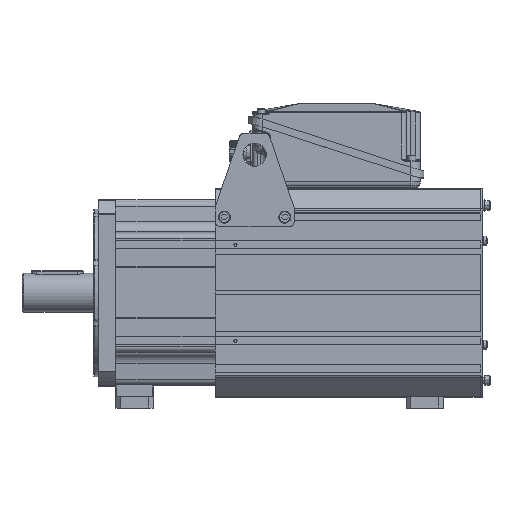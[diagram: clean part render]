
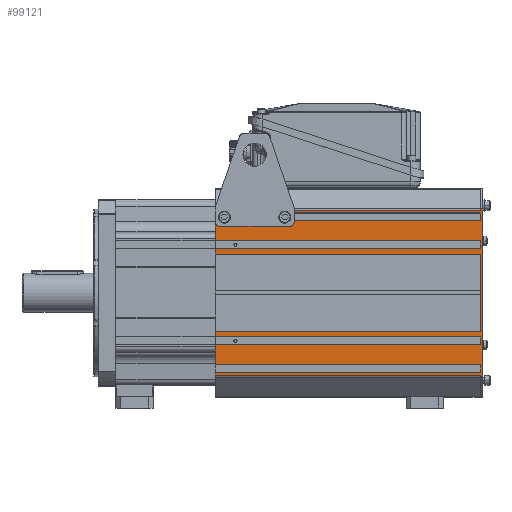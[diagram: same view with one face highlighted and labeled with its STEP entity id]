
A CAD part, top view. The second image highlights one B-rep face of the part: STEP entity #99121.
In plain terms, the highlighted planar face has unit normal (0, 0, 1).
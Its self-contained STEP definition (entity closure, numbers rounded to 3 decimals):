
#7182=DIRECTION('',(0.,-1.,0.));
#7183=VECTOR('',#7182,20.4);
#7184=CARTESIAN_POINT('',(207.5,76.3,112.));
#7185=LINE('',#7184,#7183);
#7214=DIRECTION('',(0.,-1.,0.));
#7215=VECTOR('',#7214,6.);
#7216=CARTESIAN_POINT('',(207.5,47.5,112.));
#7217=LINE('',#7216,#7215);
#7246=DIRECTION('',(0.,1.,0.));
#7247=VECTOR('',#7246,6.);
#7248=CARTESIAN_POINT('',(207.5,-47.5,112.));
#7249=LINE('',#7248,#7247);
#7278=DIRECTION('',(0.,1.,0.));
#7279=VECTOR('',#7278,21.4);
#7280=CARTESIAN_POINT('',(207.5,-77.3,112.));
#7281=LINE('',#7280,#7279);
#7326=DIRECTION('',(0.,1.,0.));
#7327=VECTOR('',#7326,3.184);
#7328=CARTESIAN_POINT('',(207.5,-88.884,112.));
#7329=LINE('',#7328,#7327);
#9281=DIRECTION('',(0.,-1.,0.));
#9282=VECTOR('',#9281,180.);
#9283=CARTESIAN_POINT('',(495.5,90.,112.));
#9284=LINE('',#9283,#9282);
#9376=DIRECTION('',(1.,0.,0.));
#9377=VECTOR('',#9376,75.);
#9378=CARTESIAN_POINT('',(212.5,71.3,112.));
#9379=LINE('',#9378,#9377);
#9380=CARTESIAN_POINT('',(287.5,76.3,112.));
#9381=DIRECTION('',(0.,0.,-1.));
#9382=DIRECTION('',(1.,0.,0.));
#9383=AXIS2_PLACEMENT_3D('',#9380,#9381,#9382);
#9385=DIRECTION('',(0.,-1.,0.));
#9386=VECTOR('',#9385,1.);
#9387=CARTESIAN_POINT('',(292.5,77.3,112.));
#9388=LINE('',#9387,#9386);
#9389=DIRECTION('',(1.,0.,0.));
#9390=VECTOR('',#9389,200.);
#9391=CARTESIAN_POINT('',(292.5,77.3,112.));
#9392=LINE('',#9391,#9390);
#9393=DIRECTION('',(1.,0.,0.));
#9394=VECTOR('',#9393,200.);
#9395=CARTESIAN_POINT('',(292.5,85.7,112.));
#9396=LINE('',#9395,#9394);
#9397=DIRECTION('',(0.,-1.,0.));
#9398=VECTOR('',#9397,3.184);
#9399=CARTESIAN_POINT('',(292.5,88.884,112.));
#9400=LINE('',#9399,#9398);
#9401=DIRECTION('',(-1.,0.,0.));
#9402=VECTOR('',#9401,200.);
#9403=CARTESIAN_POINT('',(492.5,88.884,112.));
#9404=LINE('',#9403,#9402);
#9405=DIRECTION('',(1.,0.,0.));
#9406=VECTOR('',#9405,3.);
#9407=CARTESIAN_POINT('',(492.5,90.,112.));
#9408=LINE('',#9407,#9406);
#9409=DIRECTION('',(1.,0.,0.));
#9410=VECTOR('',#9409,285.);
#9411=CARTESIAN_POINT('',(207.5,-88.884,112.));
#9412=LINE('',#9411,#9410);
#9413=DIRECTION('',(-1.,0.,0.));
#9414=VECTOR('',#9413,285.);
#9415=CARTESIAN_POINT('',(492.5,-85.7,112.));
#9416=LINE('',#9415,#9414);
#9417=DIRECTION('',(-1.,0.,0.));
#9418=VECTOR('',#9417,285.);
#9419=CARTESIAN_POINT('',(492.5,-77.3,112.));
#9420=LINE('',#9419,#9418);
#9421=DIRECTION('',(-1.,0.,0.));
#9422=VECTOR('',#9421,285.);
#9423=CARTESIAN_POINT('',(492.5,-55.9,112.));
#9424=LINE('',#9423,#9422);
#9425=DIRECTION('',(-1.,0.,0.));
#9426=VECTOR('',#9425,285.);
#9427=CARTESIAN_POINT('',(492.5,-47.5,112.));
#9428=LINE('',#9427,#9426);
#9429=DIRECTION('',(1.,0.,0.));
#9430=VECTOR('',#9429,285.);
#9431=CARTESIAN_POINT('',(207.5,47.5,112.));
#9432=LINE('',#9431,#9430);
#9433=DIRECTION('',(1.,0.,0.));
#9434=VECTOR('',#9433,285.);
#9435=CARTESIAN_POINT('',(207.5,55.9,112.));
#9436=LINE('',#9435,#9434);
#9437=CARTESIAN_POINT('',(212.5,76.3,112.));
#9438=DIRECTION('',(0.,0.,-1.));
#9439=DIRECTION('',(0.,-1.,0.));
#9440=AXIS2_PLACEMENT_3D('',#9437,#9438,#9439);
#9593=DIRECTION('',(0.,-1.,0.));
#9594=VECTOR('',#9593,1.116);
#9595=CARTESIAN_POINT('',(492.5,90.,112.));
#9596=LINE('',#9595,#9594);
#9744=DIRECTION('',(0.,-1.,0.));
#9745=VECTOR('',#9744,8.4);
#9746=CARTESIAN_POINT('',(492.5,85.7,112.));
#9747=LINE('',#9746,#9745);
#10358=DIRECTION('',(1.,0.,0.));
#10359=VECTOR('',#10358,3.);
#10360=CARTESIAN_POINT('',(492.5,-90.,112.));
#10361=LINE('',#10360,#10359);
#10367=DIRECTION('',(0.,-1.,0.));
#10368=VECTOR('',#10367,1.116);
#10369=CARTESIAN_POINT('',(492.5,-88.884,112.));
#10370=LINE('',#10369,#10368);
#12458=DIRECTION('',(0.,-1.,0.));
#12459=VECTOR('',#12458,8.4);
#12460=CARTESIAN_POINT('',(492.5,-77.3,112.));
#12461=LINE('',#12460,#12459);
#12546=DIRECTION('',(0.,-1.,0.));
#12547=VECTOR('',#12546,8.4);
#12548=CARTESIAN_POINT('',(492.5,-47.5,112.));
#12549=LINE('',#12548,#12547);
#22062=DIRECTION('',(0.,-1.,0.));
#22063=VECTOR('',#22062,8.4);
#22064=CARTESIAN_POINT('',(492.5,55.9,112.));
#22065=LINE('',#22064,#22063);
#80375=DIRECTION('',(-1.,0.,0.));
#80376=VECTOR('',#80375,285.);
#80377=CARTESIAN_POINT('',(492.5,-41.5,112.));
#80378=LINE('',#80377,#80376);
#80403=DIRECTION('',(0.,-1.,0.));
#80404=VECTOR('',#80403,83.);
#80405=CARTESIAN_POINT('',(492.5,41.5,112.));
#80406=LINE('',#80405,#80404);
#80435=DIRECTION('',(1.,0.,0.));
#80436=VECTOR('',#80435,285.);
#80437=CARTESIAN_POINT('',(207.5,41.5,112.));
#80438=LINE('',#80437,#80436);
#87657=CARTESIAN_POINT('',(492.5,90.,112.));
#87659=VERTEX_POINT('',#87657);
#87660=CARTESIAN_POINT('',(492.5,-90.,112.));
#87662=VERTEX_POINT('',#87660);
#87672=CARTESIAN_POINT('',(495.5,90.,112.));
#87673=CARTESIAN_POINT('',(495.5,-90.,112.));
#87674=VERTEX_POINT('',#87672);
#87675=VERTEX_POINT('',#87673);
#88652=CARTESIAN_POINT('',(207.5,47.5,112.));
#88654=VERTEX_POINT('',#88652);
#88666=CARTESIAN_POINT('',(207.5,55.9,112.));
#88667=VERTEX_POINT('',#88666);
#88668=CARTESIAN_POINT('',(207.5,41.5,112.));
#88669=VERTEX_POINT('',#88668);
#88810=CARTESIAN_POINT('',(492.5,77.3,112.));
#88812=VERTEX_POINT('',#88810);
#88832=CARTESIAN_POINT('',(492.5,85.7,112.));
#88833=VERTEX_POINT('',#88832);
#88834=CARTESIAN_POINT('',(492.5,47.5,112.));
#88836=VERTEX_POINT('',#88834);
#88848=CARTESIAN_POINT('',(492.5,55.9,112.));
#88849=VERTEX_POINT('',#88848);
#88862=CARTESIAN_POINT('',(492.5,88.884,112.));
#88864=VERTEX_POINT('',#88862);
#88866=CARTESIAN_POINT('',(492.5,41.5,112.));
#88868=VERTEX_POINT('',#88866);
#89540=CARTESIAN_POINT('',(207.5,-77.3,112.));
#89541=CARTESIAN_POINT('',(207.5,-55.9,112.));
#89542=VERTEX_POINT('',#89540);
#89543=VERTEX_POINT('',#89541);
#89544=CARTESIAN_POINT('',(207.5,-47.5,112.));
#89545=CARTESIAN_POINT('',(207.5,-41.5,112.));
#89546=VERTEX_POINT('',#89544);
#89547=VERTEX_POINT('',#89545);
#89548=CARTESIAN_POINT('',(207.5,-88.884,112.));
#89549=CARTESIAN_POINT('',(207.5,-85.7,112.));
#89550=VERTEX_POINT('',#89548);
#89551=VERTEX_POINT('',#89549);
#89738=CARTESIAN_POINT('',(492.5,-77.3,112.));
#89740=VERTEX_POINT('',#89738);
#89760=CARTESIAN_POINT('',(492.5,-85.7,112.));
#89761=VERTEX_POINT('',#89760);
#89762=CARTESIAN_POINT('',(492.5,-47.5,112.));
#89764=VERTEX_POINT('',#89762);
#89776=CARTESIAN_POINT('',(492.5,-55.9,112.));
#89777=VERTEX_POINT('',#89776);
#89794=CARTESIAN_POINT('',(492.5,-88.884,112.));
#89796=VERTEX_POINT('',#89794);
#89798=CARTESIAN_POINT('',(492.5,-41.5,112.));
#89800=VERTEX_POINT('',#89798);
#90764=CARTESIAN_POINT('',(212.5,71.3,112.));
#90765=CARTESIAN_POINT('',(287.5,71.3,112.));
#90766=VERTEX_POINT('',#90764);
#90767=VERTEX_POINT('',#90765);
#90768=CARTESIAN_POINT('',(292.5,88.884,112.));
#90769=CARTESIAN_POINT('',(292.5,85.7,112.));
#90770=VERTEX_POINT('',#90768);
#90771=VERTEX_POINT('',#90769);
#90772=CARTESIAN_POINT('',(292.5,77.3,112.));
#90773=CARTESIAN_POINT('',(292.5,76.3,112.));
#90774=VERTEX_POINT('',#90772);
#90775=VERTEX_POINT('',#90773);
#90776=CARTESIAN_POINT('',(207.5,76.3,112.));
#90777=VERTEX_POINT('',#90776);
#99057=CARTESIAN_POINT('',(492.5,90.,112.));
#99058=DIRECTION('',(0.,0.,1.));
#99059=DIRECTION('',(0.,-1.,0.));
#99060=AXIS2_PLACEMENT_3D('',#99057,#99058,#99059);
#99061=PLANE('',#99060);
#99063=ORIENTED_EDGE('',*,*,#99062,.T.);
#99065=ORIENTED_EDGE('',*,*,#99064,.F.);
#99067=ORIENTED_EDGE('',*,*,#99066,.F.);
#99069=ORIENTED_EDGE('',*,*,#99068,.T.);
#99071=ORIENTED_EDGE('',*,*,#99070,.F.);
#99073=ORIENTED_EDGE('',*,*,#99072,.F.);
#99075=ORIENTED_EDGE('',*,*,#99074,.F.);
#99077=ORIENTED_EDGE('',*,*,#99076,.F.);
#99079=ORIENTED_EDGE('',*,*,#99078,.F.);
#99080=ORIENTED_EDGE('',*,*,#99048,.T.);
#99081=ORIENTED_EDGE('',*,*,#98963,.T.);
#99083=ORIENTED_EDGE('',*,*,#99082,.F.);
#99085=ORIENTED_EDGE('',*,*,#99084,.F.);
#99087=ORIENTED_EDGE('',*,*,#99086,.F.);
#99088=ORIENTED_EDGE('',*,*,#97732,.T.);
#99090=ORIENTED_EDGE('',*,*,#99089,.F.);
#99092=ORIENTED_EDGE('',*,*,#99091,.F.);
#99094=ORIENTED_EDGE('',*,*,#99093,.T.);
#99095=ORIENTED_EDGE('',*,*,#97708,.T.);
#99097=ORIENTED_EDGE('',*,*,#99096,.F.);
#99099=ORIENTED_EDGE('',*,*,#99098,.F.);
#99101=ORIENTED_EDGE('',*,*,#99100,.T.);
#99102=ORIENTED_EDGE('',*,*,#97692,.T.);
#99104=ORIENTED_EDGE('',*,*,#99103,.F.);
#99106=ORIENTED_EDGE('',*,*,#99105,.F.);
#99108=ORIENTED_EDGE('',*,*,#99107,.F.);
#99109=ORIENTED_EDGE('',*,*,#97676,.F.);
#99111=ORIENTED_EDGE('',*,*,#99110,.T.);
#99113=ORIENTED_EDGE('',*,*,#99112,.F.);
#99115=ORIENTED_EDGE('',*,*,#99114,.F.);
#99116=ORIENTED_EDGE('',*,*,#97660,.F.);
#99118=ORIENTED_EDGE('',*,*,#99117,.F.);
#99119=EDGE_LOOP('',(#99063,#99065,#99067,#99069,#99071,#99073,#99075,#99077,
#99079,#99080,#99081,#99083,#99085,#99087,#99088,#99090,#99092,#99094,#99095,
#99097,#99099,#99101,#99102,#99104,#99106,#99108,#99109,#99111,#99113,#99115,
#99116,#99118));
#99120=FACE_OUTER_BOUND('',#99119,.F.);
#99121=ADVANCED_FACE('',(#99120),#99061,.T.);
#9384=CIRCLE('',#9383,5.);
#9441=CIRCLE('',#9440,5.);
#97660=EDGE_CURVE('',#90777,#88667,#7185,.T.);
#97676=EDGE_CURVE('',#88654,#88669,#7217,.T.);
#97692=EDGE_CURVE('',#89546,#89547,#7249,.T.);
#97708=EDGE_CURVE('',#89542,#89543,#7281,.T.);
#97732=EDGE_CURVE('',#89550,#89551,#7329,.T.);
#98963=EDGE_CURVE('',#87674,#87675,#9284,.T.);
#99048=EDGE_CURVE('',#87659,#87674,#9408,.T.);
#99062=EDGE_CURVE('',#90766,#90767,#9379,.T.);
#99064=EDGE_CURVE('',#90775,#90767,#9384,.T.);
#99066=EDGE_CURVE('',#90774,#90775,#9388,.T.);
#99068=EDGE_CURVE('',#90774,#88812,#9392,.T.);
#99070=EDGE_CURVE('',#88833,#88812,#9747,.T.);
#99072=EDGE_CURVE('',#90771,#88833,#9396,.T.);
#99074=EDGE_CURVE('',#90770,#90771,#9400,.T.);
#99076=EDGE_CURVE('',#88864,#90770,#9404,.T.);
#99078=EDGE_CURVE('',#87659,#88864,#9596,.T.);
#99082=EDGE_CURVE('',#87662,#87675,#10361,.T.);
#99084=EDGE_CURVE('',#89796,#87662,#10370,.T.);
#99086=EDGE_CURVE('',#89550,#89796,#9412,.T.);
#99089=EDGE_CURVE('',#89761,#89551,#9416,.T.);
#99091=EDGE_CURVE('',#89740,#89761,#12461,.T.);
#99093=EDGE_CURVE('',#89740,#89542,#9420,.T.);
#99096=EDGE_CURVE('',#89777,#89543,#9424,.T.);
#99098=EDGE_CURVE('',#89764,#89777,#12549,.T.);
#99100=EDGE_CURVE('',#89764,#89546,#9428,.T.);
#99103=EDGE_CURVE('',#89800,#89547,#80378,.T.);
#99105=EDGE_CURVE('',#88868,#89800,#80406,.T.);
#99107=EDGE_CURVE('',#88669,#88868,#80438,.T.);
#99110=EDGE_CURVE('',#88654,#88836,#9432,.T.);
#99112=EDGE_CURVE('',#88849,#88836,#22065,.T.);
#99114=EDGE_CURVE('',#88667,#88849,#9436,.T.);
#99117=EDGE_CURVE('',#90766,#90777,#9441,.T.);
